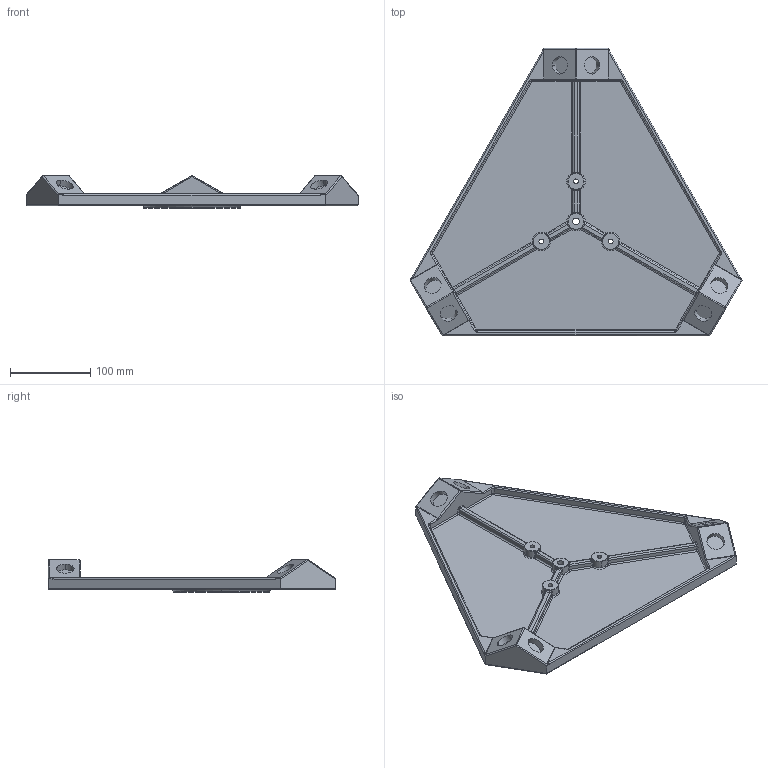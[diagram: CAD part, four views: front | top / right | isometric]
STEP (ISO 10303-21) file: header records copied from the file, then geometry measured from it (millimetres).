
FILE_DESCRIPTION (( 'STEP AP203' ), '1' );
FILE_NAME ('table3_Défaut_sldprt.STEP', '2019-11-07T15:03:00', ( '' ), ( '' ), 'SwSTEP 2.0', 'SolidWorks 2017', '' );
FILE_SCHEMA (( 'CONFIG_CONTROL_DESIGN' ));
Length unit declared in the file: millimetre
Products named in the file (1): table3_Défaut_sldprt
Bounding box: 414.7 x 359.2 x 40.86 mm (x, y, z)
Volume: 821399.3 mm3; surface area: 241825.2 mm2
Topology: 1 solids, 1 shells, 302 faces, 707 edges, 406 vertices
Faces by surface type: cylinder 137, plane 54, torus 52, bspline 51, sphere 8
Entity records: 11210 total; most frequent: CARTESIAN_POINT 4543, DIRECTION 1408, ORIENTED_EDGE 1398, EDGE_CURVE 699, AXIS2_PLACEMENT_3D 577, VERTEX_POINT 406, CIRCLE 325, EDGE_LOOP 317
